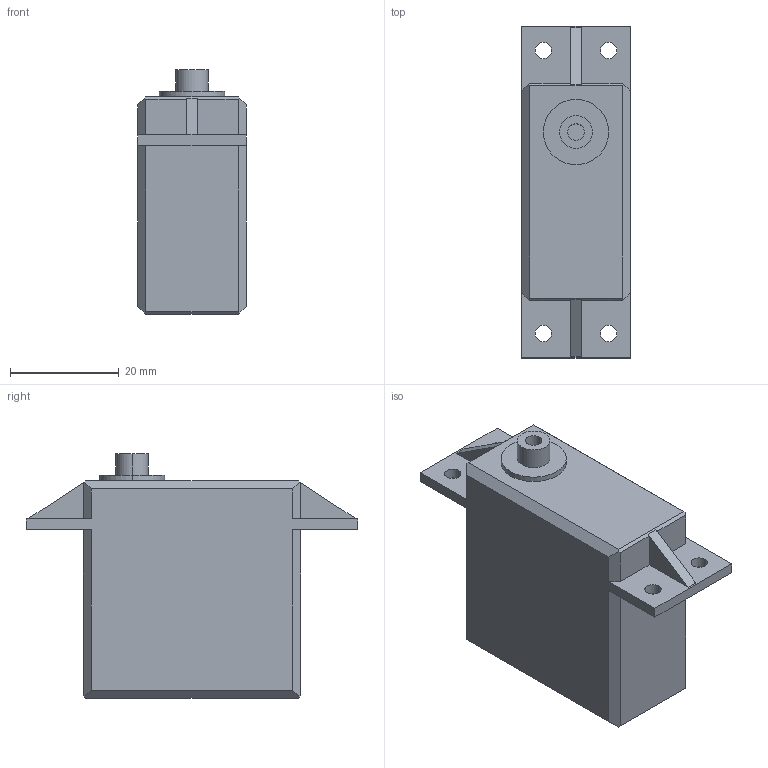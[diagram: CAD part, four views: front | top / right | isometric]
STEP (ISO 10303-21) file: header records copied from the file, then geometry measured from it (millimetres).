
FILE_DESCRIPTION (( 'STEP AP203' ), '1' );
FILE_NAME ('low_torque_servo_Default_sldprt.STEP', '2022-04-16T10:25:15', ( '' ), ( '' ), 'SwSTEP 2.0', 'SolidWorks 2019', '' );
FILE_SCHEMA (( 'CONFIG_CONTROL_DESIGN' ));
Length unit declared in the file: millimetre
Products named in the file (1): low_torque_servo_Default_sldprt
Bounding box: 20 x 61 x 45 mm (x, y, z)
Volume: 32722.4 mm3; surface area: 7372.5 mm2
Topology: 1 solids, 1 shells, 55 faces, 150 edges, 100 vertices
Faces by surface type: plane 41, cylinder 14
Entity records: 1825 total; most frequent: CARTESIAN_POINT 306, ORIENTED_EDGE 300, DIRECTION 290, EDGE_CURVE 150, LINE 122, VECTOR 122, VERTEX_POINT 100, AXIS2_PLACEMENT_3D 84
